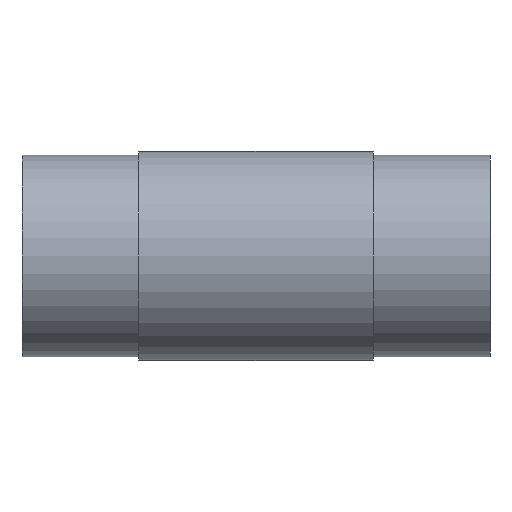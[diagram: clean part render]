
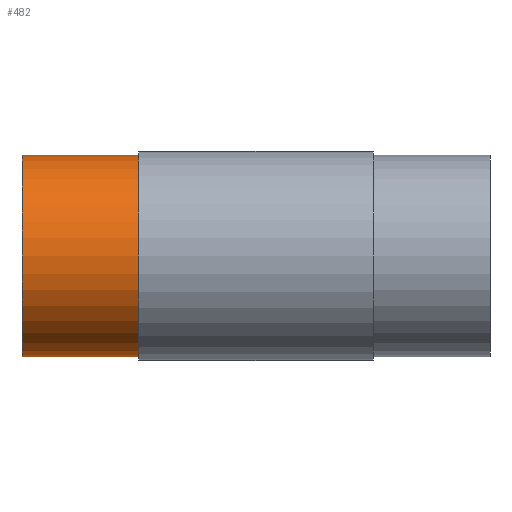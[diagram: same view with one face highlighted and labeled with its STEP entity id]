
A CAD part, left-side view. The second image highlights one B-rep face of the part: STEP entity #482.
In plain terms, the highlighted cylindrical face has radius 112.5 mm (diameter 225 mm), a full revolution.
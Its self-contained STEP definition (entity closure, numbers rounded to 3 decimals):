
#450=CARTESIAN_POINT('',(-112.5,131.,0.));
#451=VERTEX_POINT('',#450);
#452=CARTESIAN_POINT('',(0.,131.,0.));
#453=DIRECTION('',(0.,-1.,0.));
#454=DIRECTION('',(-1.,0.,0.));
#455=AXIS2_PLACEMENT_3D('',#452,#453,#454);
#456=CIRCLE('',#455,112.5);
#457=EDGE_CURVE('',#451,#451,#456,.T.);
#458=ORIENTED_EDGE('',*,*,#457,.F.);
#459=CARTESIAN_POINT('',(-112.5,261.,0.));
#460=VERTEX_POINT('',#459);
#461=CARTESIAN_POINT('',(-112.5,196.,0.));
#462=DIRECTION('',(0.,-1.,0.));
#463=VECTOR('',#462,112.5);
#464=LINE('',#461,#463);
#465=EDGE_CURVE('',#460,#451,#464,.T.);
#466=ORIENTED_EDGE('',*,*,#465,.F.);
#467=CARTESIAN_POINT('',(0.,261.,0.));
#468=DIRECTION('',(0.,-1.,0.));
#469=DIRECTION('',(-1.,0.,0.));
#470=AXIS2_PLACEMENT_3D('',#467,#468,#469);
#471=CIRCLE('',#470,112.5);
#472=EDGE_CURVE('',#460,#460,#471,.T.);
#473=ORIENTED_EDGE('',*,*,#472,.T.);
#474=ORIENTED_EDGE('',*,*,#465,.T.);
#475=EDGE_LOOP('',(#458,#466,#473,#474));
#476=FACE_OUTER_BOUND('',#475,.T.);
#477=CARTESIAN_POINT('',(0.,196.,0.));
#478=DIRECTION('',(0.,-1.,0.));
#479=DIRECTION('',(-1.,0.,0.));
#480=AXIS2_PLACEMENT_3D('',#477,#478,#479);
#481=CYLINDRICAL_SURFACE('',#480,112.5);
#482=ADVANCED_FACE('',(#476),#481,.T.);
